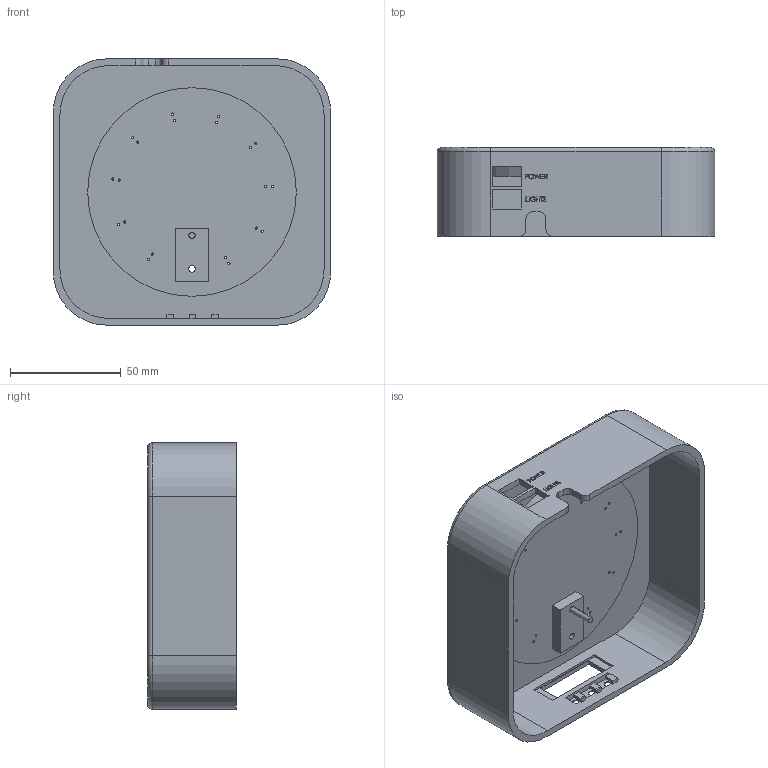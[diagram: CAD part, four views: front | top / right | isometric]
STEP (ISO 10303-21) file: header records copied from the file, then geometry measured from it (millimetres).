
FILE_DESCRIPTION (( 'STEP AP203' ), '1' );
FILE_NAME ('enclosure top step AP203.STEP', '2023-07-31T07:35:27', ( '' ), ( '' ), 'SwSTEP 2.0', 'SolidWorks 2022', '' );
FILE_SCHEMA (( 'CONFIG_CONTROL_DESIGN' ));
Length unit declared in the file: millimetre
Products named in the file (1): enclosure top step AP203
Bounding box: 125 x 40 x 120 mm (x, y, z)
Volume: 177386.8 mm3; surface area: 64767.8 mm2
Topology: 2 solids, 2 shells, 367 faces, 1006 edges, 666 vertices
Faces by surface type: plane 224, cylinder 75, bspline 43, torus 18, cone 7
Entity records: 14323 total; most frequent: CARTESIAN_POINT 4891, ORIENTED_EDGE 2012, DIRECTION 1784, EDGE_CURVE 1006, LINE 706, VECTOR 706, VERTEX_POINT 666, AXIS2_PLACEMENT_3D 539
